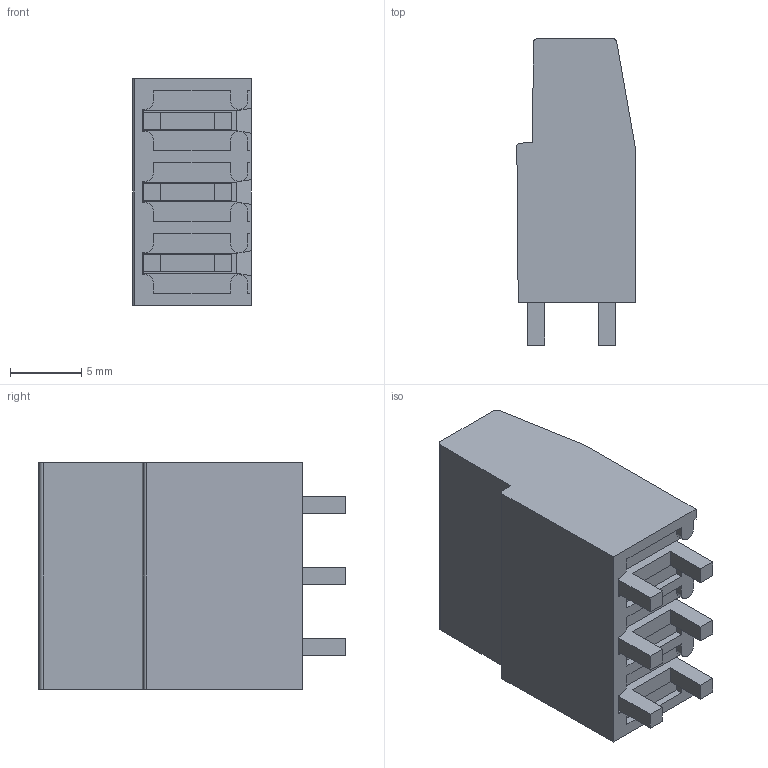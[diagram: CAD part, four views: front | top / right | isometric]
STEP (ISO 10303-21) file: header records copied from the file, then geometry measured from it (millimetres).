
FILE_DESCRIPTION( ( 'STEP AP214' ), '1' );
FILE_NAME( ' ', ' ', ( ' ' ), ( ' ' ), 'PSStep 11.0', 'VISI 17.0', ' ' );
FILE_SCHEMA( ( 'AUTOMOTIVE_DESIGN { 1 0 10303 214 1 1 1 1 }' ) );
Length unit declared in the file: millimetre
Products named in the file (1): 1
Bounding box: 8.3 x 21.5 x 15.9 mm (x, y, z)
Volume: 1693.3 mm3; surface area: 3117.6 mm2
Topology: 1 solids, 1 shells, 228 faces, 636 edges, 413 vertices
Faces by surface type: plane 183, cylinder 36, cone 9
Full cylindrical faces by diameter (mm): 2.2 x3, 2.6 x3, 3 x6, 3.1 x3, 4 x3, 4.2 x3
Entity records: 8792 total; most frequent: CARTESIAN_POINT 1218, ORIENTED_EDGE 1182, DIRECTION 1133, EDGE_CURVE 591, LINE 507, VECTOR 507, VERTEX_POINT 398, AXIS2_PLACEMENT_3D 313
